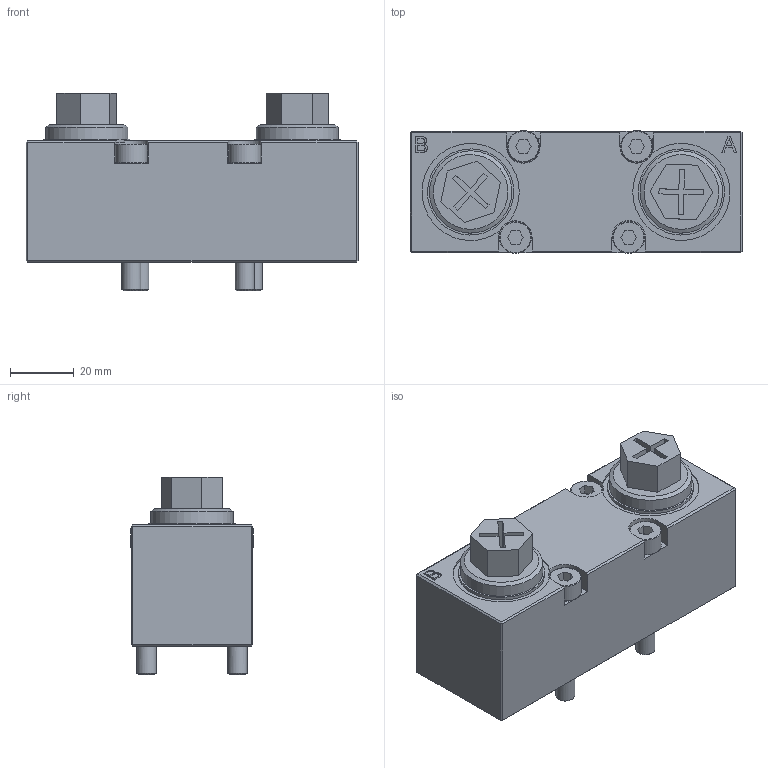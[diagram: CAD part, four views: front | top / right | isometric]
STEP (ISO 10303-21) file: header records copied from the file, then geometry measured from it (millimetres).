
FILE_DESCRIPTION(/* description */ ('Unknown'),/* implementation_level */ '2;1');
FILE_NAME(/* name */ 'AP-1031-300',/* time_stamp */ '2021-05-19T11:37:32+02:00',/* author */ ('Unknown'),/* organization */ ('Unknown'),/* preprocessor_version */ 'ST-DEVELOPER v16.7',/* originating_system */ 'Solid Edge',/* authorisation */ 'Unknown');
FILE_SCHEMA (('AUTOMOTIVE_DESIGN {1 0 10303 214 3 1 1}'));
Length unit declared in the file: millimetre
Products named in the file (8): AP-1031-300; AP-1031-B01-001_oa_0; WU-1506-040_oa_1; WU-1506-040_oa_2; WU-1506-040_oa_3; WU-1506-040_oa_4; XO-0013-026_oa_5; XO-0013-026_oa_6
Assembly tree (7 placements, depth 2):
  AP-1031-300
    AP-1031-B01-001_oa_0
    WU-1506-040_oa_1
    WU-1506-040_oa_2
    WU-1506-040_oa_3
    WU-1506-040_oa_4
    XO-0013-026_oa_5
    XO-0013-026_oa_6
Bounding box: 104 x 38.5 x 61.99 mm (x, y, z)
Volume: 62323.3 mm3; surface area: 43075.9 mm2
Topology: 7 solids, 7 shells, 257 faces, 654 edges, 421 vertices
Faces by surface type: plane 193, cylinder 29, cone 15, torus 14, bspline 6
Full cylindrical faces by diameter (mm): 6 x4, 6.3 x4, 10 x6, 13 x2, 19 x2, 25.8 x2, 27 x2
Entity records: 7625 total; most frequent: CARTESIAN_POINT 1589, DIRECTION 1185, ORIENTED_EDGE 1140, EDGE_CURVE 570, LINE 433, VECTOR 433, VERTEX_POINT 394, AXIS2_PLACEMENT_3D 376
